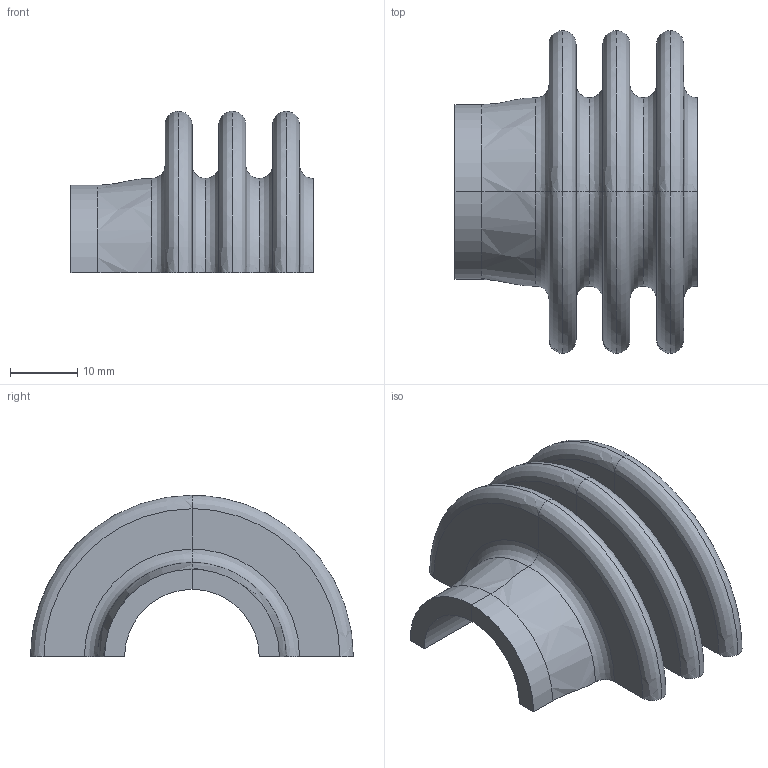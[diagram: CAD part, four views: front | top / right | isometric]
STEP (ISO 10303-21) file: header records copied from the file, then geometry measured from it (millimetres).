
FILE_DESCRIPTION( ( 'STEP AP203' ), '1' );
FILE_NAME( 'flange.step', ' ', ( ' ' ), ( ' ' ), 'PSStep 22.0.50', ' ', ' ' );
FILE_SCHEMA( ( 'CONFIG_CONTROL_DESIGN' ) );
Length unit declared in the file: metre
Products named in the file (13): 1; 2; 3; 4; 5; 6; 7; 8; 9; 10; 11; 12; 13
Bounding box: 36 x 48 x 24 mm (x, y, z)
Volume: 12103.5 mm3; surface area: 12688.7 mm2
Topology: 13 solids, 13 shells, 138 faces, 280 edges, 168 vertices
Faces by surface type: bspline 138
Entity records: 3698 total; most frequent: CARTESIAN_POINT 1755, ORIENTED_EDGE 560, EDGE_CURVE 280, VERTEX_POINT 168, ADVANCED_FACE 138, FACE_OUTER_BOUND 138, EDGE_LOOP 138, B_SPLINE_CURVE_WITH_KNOTS 132
